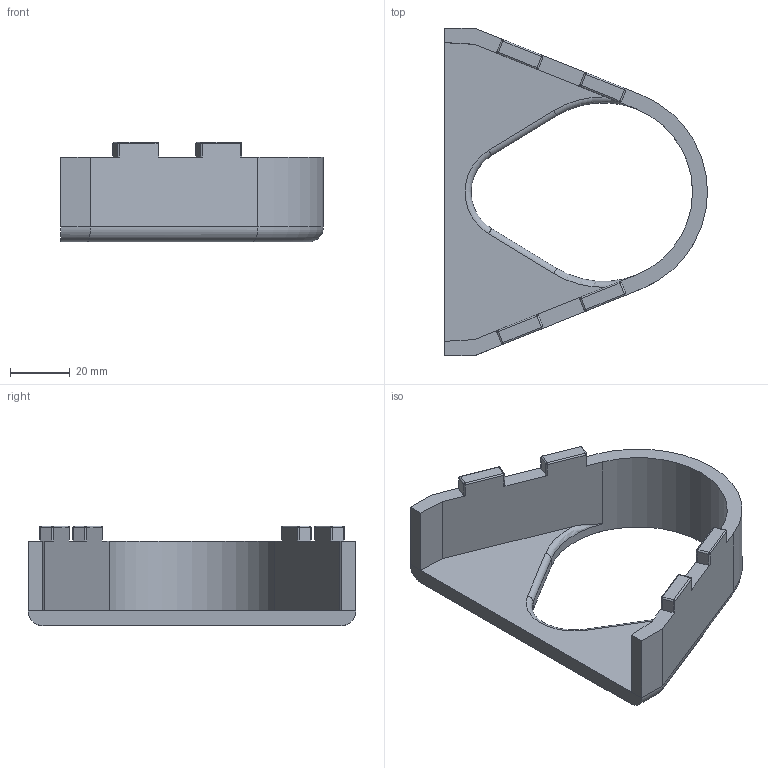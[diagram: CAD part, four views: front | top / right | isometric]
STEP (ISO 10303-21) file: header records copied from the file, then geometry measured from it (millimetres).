
FILE_DESCRIPTION(/* description */ ('','CAx-IF Rec.Pracs.---Representation and Presentation of Product Manufacturing Information (PMI)---4.0---2014-10-13'),/* implementation_level */ '2;1');
FILE_NAME(/* name */ '6_Axis_0base_1cover.step',/* time_stamp */ '2024-12-27T13:58:05+09:00',/* author */ (''),/* organization */ (''),/* preprocessor_version */ 'ST-DEVELOPER v20',/* originating_system */ 'Autodesk Translation Framework v13.20.0.188',/* authorisation */ '');
FILE_SCHEMA (('AP242_MANAGED_MODEL_BASED_3D_ENGINEERING_MIM_LF { 1 0 10303 442 1 1 4 }'));
Length unit declared in the file: millimetre
Products named in the file (1): 6_Axis_0base_1cover
Bounding box: 88.3 x 110 x 33.5 mm (x, y, z)
Volume: 44732.6 mm3; surface area: 20879.5 mm2
Topology: 1 solids, 1 shells, 95 faces, 221 edges, 126 vertices
Faces by surface type: cylinder 41, plane 34, sphere 16, torus 4
Entity records: 2693 total; most frequent: DIRECTION 498, CARTESIAN_POINT 453, ORIENTED_EDGE 442, EDGE_CURVE 221, AXIS2_PLACEMENT_3D 183, LINE 132, VECTOR 132, VERTEX_POINT 126
